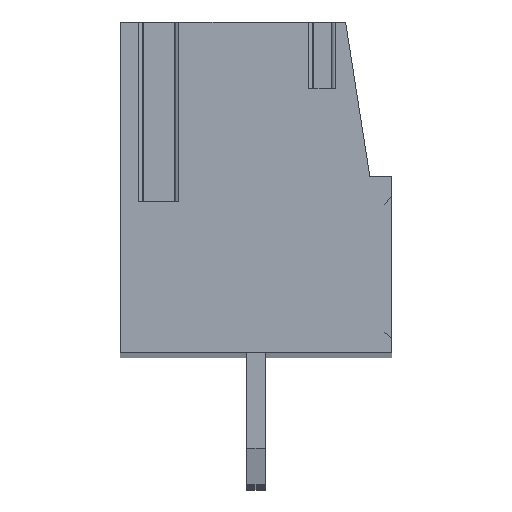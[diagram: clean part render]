
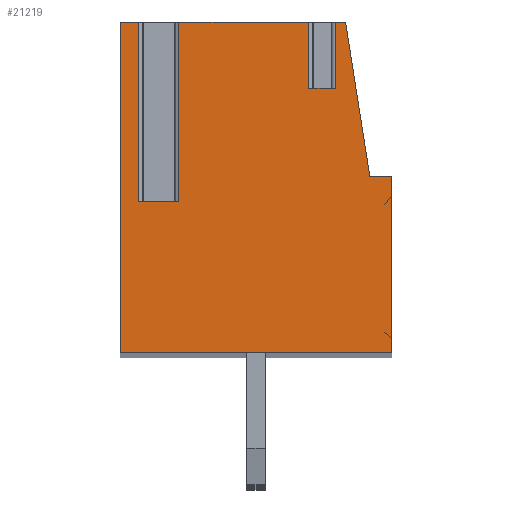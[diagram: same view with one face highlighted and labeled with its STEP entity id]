
A CAD part, top view. The second image highlights one B-rep face of the part: STEP entity #21219.
In plain terms, the highlighted planar face has unit normal (0, 0, 1).
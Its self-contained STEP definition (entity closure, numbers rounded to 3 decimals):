
#6105=DIRECTION('',(0.,1.,0.));
#6106=VECTOR('',#6105,1.8);
#6107=CARTESIAN_POINT('',(1.436,2.4,1.905));
#6108=LINE('',#6107,#6106);
#6109=DIRECTION('',(0.,1.,0.));
#6110=VECTOR('',#6109,1.8);
#6111=CARTESIAN_POINT('',(2.164,2.4,1.905));
#6112=LINE('',#6111,#6110);
#6113=DIRECTION('',(-1.,0.,0.));
#6114=VECTOR('',#6113,0.276);
#6115=CARTESIAN_POINT('',(2.44,4.2,1.905));
#6116=LINE('',#6115,#6114);
#6117=DIRECTION('',(-0.155,0.988,0.));
#6118=VECTOR('',#6117,4.252);
#6119=CARTESIAN_POINT('',(3.1,0.,1.905));
#6120=LINE('',#6119,#6118);
#6121=DIRECTION('',(-1.,0.,0.));
#6122=VECTOR('',#6121,0.6);
#6123=CARTESIAN_POINT('',(3.7,0.,1.905));
#6124=LINE('',#6123,#6122);
#6125=DIRECTION('',(0.,1.,0.));
#6126=VECTOR('',#6125,4.8);
#6127=CARTESIAN_POINT('',(3.7,-4.8,1.905));
#6128=LINE('',#6127,#6126);
#6129=DIRECTION('',(1.,0.,0.));
#6130=VECTOR('',#6129,7.4);
#6131=CARTESIAN_POINT('',(-3.7,-4.8,1.905));
#6132=LINE('',#6131,#6130);
#6133=DIRECTION('',(0.,-1.,0.));
#6134=VECTOR('',#6133,9.);
#6135=CARTESIAN_POINT('',(-3.7,4.2,1.905));
#6136=LINE('',#6135,#6134);
#6137=DIRECTION('',(-1.,0.,0.));
#6138=VECTOR('',#6137,0.504);
#6139=CARTESIAN_POINT('',(-3.196,4.2,1.905));
#6140=LINE('',#6139,#6138);
#6141=DIRECTION('',(0.,1.,0.));
#6142=VECTOR('',#6141,4.9);
#6143=CARTESIAN_POINT('',(-3.196,-0.7,1.905));
#6144=LINE('',#6143,#6142);
#6145=DIRECTION('',(-1.,0.,0.));
#6146=VECTOR('',#6145,1.093);
#6147=CARTESIAN_POINT('',(-2.104,-0.7,1.905));
#6148=LINE('',#6147,#6146);
#6149=DIRECTION('',(0.,1.,0.));
#6150=VECTOR('',#6149,4.9);
#6151=CARTESIAN_POINT('',(-2.104,-0.7,1.905));
#6152=LINE('',#6151,#6150);
#6153=DIRECTION('',(-1.,0.,0.));
#6154=VECTOR('',#6153,3.54);
#6155=CARTESIAN_POINT('',(1.436,4.2,1.905));
#6156=LINE('',#6155,#6154);
#6166=DIRECTION('',(1.,0.,0.));
#6167=VECTOR('',#6166,0.728);
#6168=CARTESIAN_POINT('',(1.436,2.4,1.905));
#6169=LINE('',#6168,#6167);
#9749=CARTESIAN_POINT('',(3.7,0.,1.905));
#9750=CARTESIAN_POINT('',(3.1,0.,1.905));
#9751=VERTEX_POINT('',#9749);
#9752=VERTEX_POINT('',#9750);
#9753=CARTESIAN_POINT('',(2.44,4.2,1.905));
#9754=VERTEX_POINT('',#9753);
#9755=CARTESIAN_POINT('',(-3.7,4.2,1.905));
#9756=CARTESIAN_POINT('',(-3.7,-4.8,1.905));
#9757=VERTEX_POINT('',#9755);
#9758=VERTEX_POINT('',#9756);
#9759=CARTESIAN_POINT('',(3.7,-4.8,1.905));
#9760=VERTEX_POINT('',#9759);
#9769=CARTESIAN_POINT('',(-2.104,-0.7,1.905));
#9770=CARTESIAN_POINT('',(-3.196,-0.7,1.905));
#9771=VERTEX_POINT('',#9769);
#9772=VERTEX_POINT('',#9770);
#9773=CARTESIAN_POINT('',(-3.196,4.2,1.905));
#9774=VERTEX_POINT('',#9773);
#9775=CARTESIAN_POINT('',(-2.104,4.2,1.905));
#9776=VERTEX_POINT('',#9775);
#9781=CARTESIAN_POINT('',(1.436,4.2,1.905));
#9782=VERTEX_POINT('',#9781);
#9784=CARTESIAN_POINT('',(2.164,4.2,1.905));
#9786=VERTEX_POINT('',#9784);
#9849=CARTESIAN_POINT('',(1.436,2.4,1.905));
#9850=VERTEX_POINT('',#9849);
#9852=CARTESIAN_POINT('',(2.164,2.4,1.905));
#9854=VERTEX_POINT('',#9852);
#21188=CARTESIAN_POINT('',(0.,0.,1.905));
#21189=DIRECTION('',(0.,0.,1.));
#21190=DIRECTION('',(1.,0.,0.));
#21191=AXIS2_PLACEMENT_3D('',#21188,#21189,#21190);
#21192=PLANE('',#21191);
#21194=ORIENTED_EDGE('',*,*,#21193,.F.);
#21196=ORIENTED_EDGE('',*,*,#21195,.T.);
#21198=ORIENTED_EDGE('',*,*,#21197,.T.);
#21199=ORIENTED_EDGE('',*,*,#12726,.F.);
#21201=ORIENTED_EDGE('',*,*,#21200,.F.);
#21203=ORIENTED_EDGE('',*,*,#21202,.F.);
#21205=ORIENTED_EDGE('',*,*,#21204,.F.);
#21207=ORIENTED_EDGE('',*,*,#21206,.F.);
#21208=ORIENTED_EDGE('',*,*,#19967,.F.);
#21209=ORIENTED_EDGE('',*,*,#12750,.F.);
#21211=ORIENTED_EDGE('',*,*,#21210,.F.);
#21213=ORIENTED_EDGE('',*,*,#21212,.F.);
#21215=ORIENTED_EDGE('',*,*,#21214,.T.);
#21216=ORIENTED_EDGE('',*,*,#12738,.F.);
#21217=EDGE_LOOP('',(#21194,#21196,#21198,#21199,#21201,#21203,#21205,#21207,
#21208,#21209,#21211,#21213,#21215,#21216));
#21218=FACE_OUTER_BOUND('',#21217,.F.);
#12726=EDGE_CURVE('',#9754,#9786,#6116,.T.);
#12738=EDGE_CURVE('',#9782,#9776,#6156,.T.);
#12750=EDGE_CURVE('',#9774,#9757,#6140,.T.);
#19967=EDGE_CURVE('',#9757,#9758,#6136,.T.);
#21193=EDGE_CURVE('',#9850,#9782,#6108,.T.);
#21195=EDGE_CURVE('',#9850,#9854,#6169,.T.);
#21197=EDGE_CURVE('',#9854,#9786,#6112,.T.);
#21200=EDGE_CURVE('',#9752,#9754,#6120,.T.);
#21202=EDGE_CURVE('',#9751,#9752,#6124,.T.);
#21204=EDGE_CURVE('',#9760,#9751,#6128,.T.);
#21206=EDGE_CURVE('',#9758,#9760,#6132,.T.);
#21210=EDGE_CURVE('',#9772,#9774,#6144,.T.);
#21212=EDGE_CURVE('',#9771,#9772,#6148,.T.);
#21214=EDGE_CURVE('',#9771,#9776,#6152,.T.);
#21219=ADVANCED_FACE('',(#21218),#21192,.T.);
